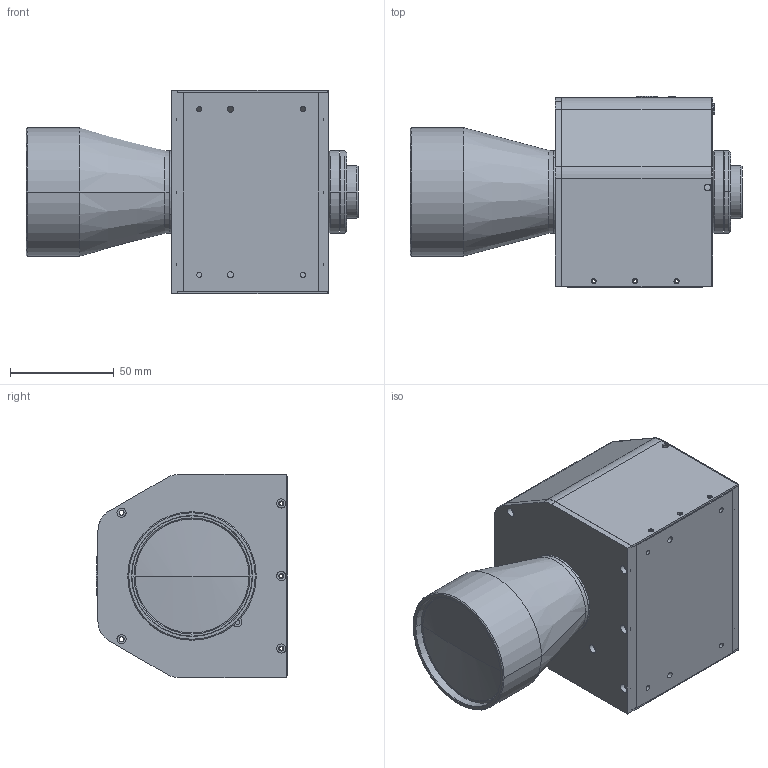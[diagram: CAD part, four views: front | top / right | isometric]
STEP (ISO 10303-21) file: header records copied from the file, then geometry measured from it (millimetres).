
FILE_DESCRIPTION (( 'STEP AP214' ), '1' );
FILE_NAME ('MCZR014.STEP', '2015-03-20T08:54:52', ( '' ), ( '' ), 'SwSTEP 2.0', 'SolidWorks 2013', '' );
FILE_SCHEMA (( 'AUTOMOTIVE_DESIGN' ));
Length unit declared in the file: millimetre
Products named in the file (1): MCZR014
Bounding box: 160.22 x 92.2 x 98 mm (x, y, z)
Surface area: 75264 mm2 (no closed solid volume)
Topology: 0 solids, 20 shells, 301 faces, 1213 edges, 945 vertices
Faces by surface type: cylinder 143, plane 138, cone 17, sphere 2, bspline 1
Entity records: 16359 total; most frequent: CARTESIAN_POINT 2800, DIRECTION 2156, ORIENTED_EDGE 1802, EDGE_CURVE 1213, VERTEX_POINT 945, LINE 746, VECTOR 746, AXIS2_PLACEMENT_3D 705
